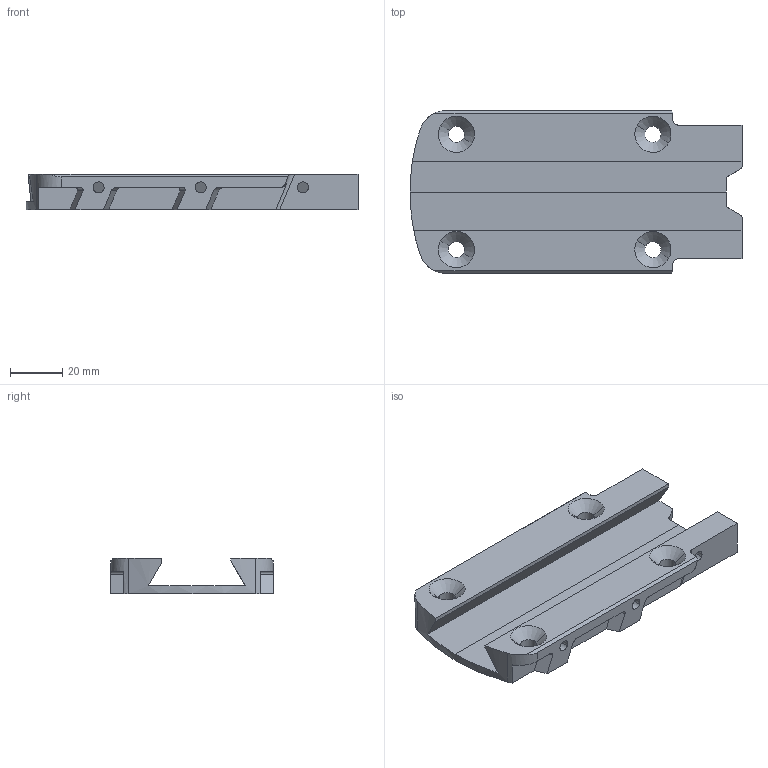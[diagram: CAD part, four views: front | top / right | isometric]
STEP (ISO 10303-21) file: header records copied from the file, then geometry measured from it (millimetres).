
FILE_DESCRIPTION(('CATIA V5 STEP Exchange'),'2;1');
FILE_NAME('Plaque interface - 08 - Extremite.stp','2019-02-23T23:24:14+00:00',('none'),('none'),'CATIA Version 5 Release 21 GA (IN-10)','CATIA V5 STEP AP203','none');
FILE_SCHEMA(('CONFIG_CONTROL_DESIGN'));
Length unit declared in the file: millimetre
Products named in the file (1): Plaque interface - 08 - Extremite - Design
Bounding box: 126.71 x 62 x 13.5 mm (x, y, z)
Volume: 49493 mm3; surface area: 24639.1 mm2
Topology: 1 solids, 1 shells, 94 faces, 270 edges, 174 vertices
Faces by surface type: plane 43, cylinder 37, cone 12, bspline 2
Entity records: 3195 total; most frequent: CARTESIAN_POINT 916, ORIENTED_EDGE 532, DIRECTION 336, EDGE_CURVE 266, VERTEX_POINT 174, VECTOR 148, LINE 148, AXIS2_PLACEMENT_3D 126
